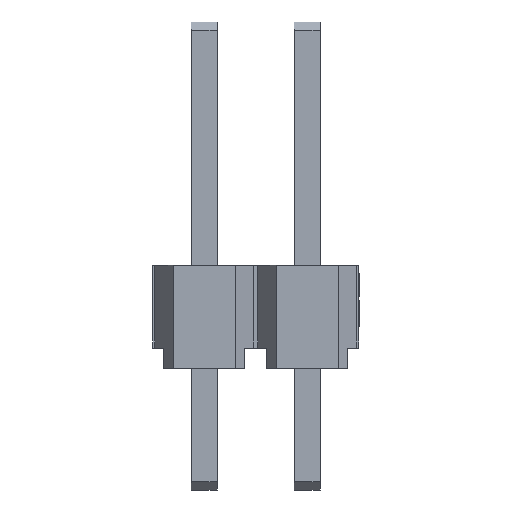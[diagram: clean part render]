
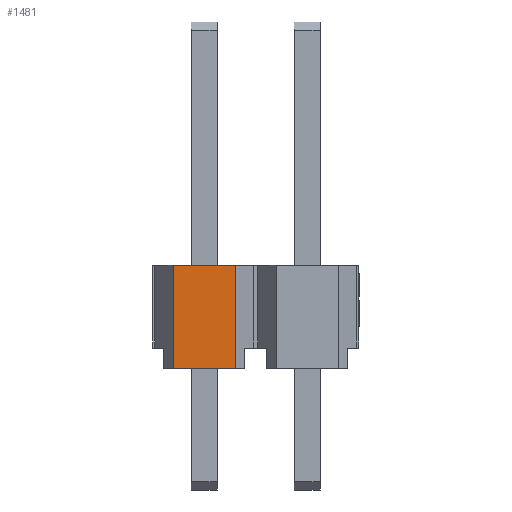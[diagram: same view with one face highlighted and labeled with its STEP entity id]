
A CAD part, front view. The second image highlights one B-rep face of the part: STEP entity #1481.
In plain terms, the highlighted planar face has unit normal (0, -1, 0).
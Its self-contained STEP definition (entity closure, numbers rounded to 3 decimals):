
#1079 = CARTESIAN_POINT ( 'NONE',  ( -0.5, -1.27, 0. ) ) ;
#1377 = CARTESIAN_POINT ( 'NONE',  ( -2.04, -1.27, 0. ) ) ;
#1481 = ADVANCED_FACE ( 'NONE', ( #5790 ), #12152, .F. ) ;
#2170 = LINE ( 'NONE', #8508, #13537 ) ;
#2686 = ORIENTED_EDGE ( 'NONE', *, *, #13741, .T. ) ;
#2712 = EDGE_CURVE ( 'NONE', #7614, #7383, #2916, .T. ) ;
#2916 = LINE ( 'NONE', #6750, #12906 ) ;
#3320 = LINE ( 'NONE', #13341, #10336 ) ;
#3439 = AXIS2_PLACEMENT_3D ( 'NONE', #13501, #14831, #4551 ) ;
#3729 = EDGE_LOOP ( 'NONE', ( #13569, #10622, #4197, #2686 ) ) ;
#4197 = ORIENTED_EDGE ( 'NONE', *, *, #6652, .T. ) ;
#4323 = CARTESIAN_POINT ( 'NONE',  ( -2.54, -1.27, 0. ) ) ;
#4551 = DIRECTION ( 'NONE',  ( 0., 0., 1. ) ) ;
#4735 = CARTESIAN_POINT ( 'NONE',  ( -2.04, -1.27, 2.54 ) ) ;
#4749 = DIRECTION ( 'NONE',  ( 0., 0., 1. ) ) ;
#5584 = CARTESIAN_POINT ( 'NONE',  ( -0.5, -1.27, 2.54 ) ) ;
#5790 = FACE_OUTER_BOUND ( 'NONE', #3729, .T. ) ;
#5822 = DIRECTION ( 'NONE',  ( 1., 0., 0. ) ) ;
#6652 = EDGE_CURVE ( 'NONE', #13305, #12300, #6802, .T. ) ;
#6750 = CARTESIAN_POINT ( 'NONE',  ( -2.54, -1.27, 2.54 ) ) ;
#6802 = LINE ( 'NONE', #4323, #16265 ) ;
#7136 = DIRECTION ( 'NONE',  ( 0., 0., 1. ) ) ;
#7383 = VERTEX_POINT ( 'NONE', #5584 ) ;
#7614 = VERTEX_POINT ( 'NONE', #4735 ) ;
#8508 = CARTESIAN_POINT ( 'NONE',  ( -2.04, -1.27, 0. ) ) ;
#10336 = VECTOR ( 'NONE', #7136, 1000. ) ;
#10622 = ORIENTED_EDGE ( 'NONE', *, *, #13527, .F. ) ;
#12152 = PLANE ( 'NONE',  #3439 ) ;
#12300 = VERTEX_POINT ( 'NONE', #1079 ) ;
#12906 = VECTOR ( 'NONE', #5822, 1000. ) ;
#13305 = VERTEX_POINT ( 'NONE', #1377 ) ;
#13341 = CARTESIAN_POINT ( 'NONE',  ( -0.5, -1.27, 0. ) ) ;
#13501 = CARTESIAN_POINT ( 'NONE',  ( -2.54, -1.27, 2.54 ) ) ;
#13527 = EDGE_CURVE ( 'NONE', #13305, #7614, #2170, .T. ) ;
#13537 = VECTOR ( 'NONE', #4749, 1000. ) ;
#13569 = ORIENTED_EDGE ( 'NONE', *, *, #2712, .F. ) ;
#13741 = EDGE_CURVE ( 'NONE', #12300, #7383, #3320, .T. ) ;
#14831 = DIRECTION ( 'NONE',  ( 0., 1., 0. ) ) ;
#15683 = DIRECTION ( 'NONE',  ( 1., 0., 0. ) ) ;
#16265 = VECTOR ( 'NONE', #15683, 1000. ) ;
